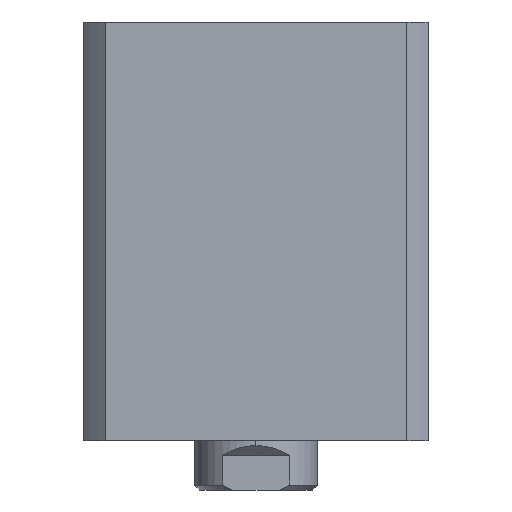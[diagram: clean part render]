
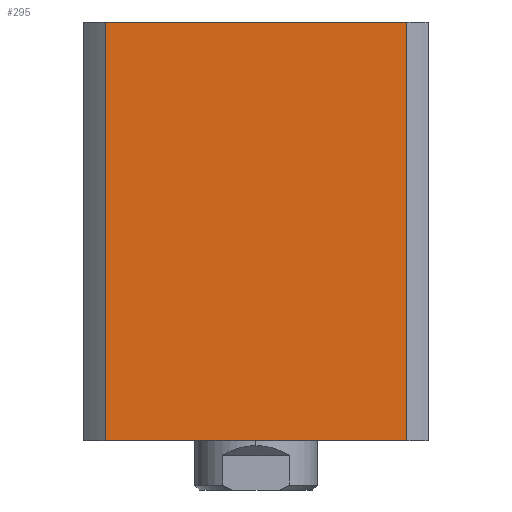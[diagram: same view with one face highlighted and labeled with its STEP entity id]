
A CAD part, left-side view. The second image highlights one B-rep face of the part: STEP entity #295.
In plain terms, the highlighted planar face has unit normal (-1, 0, 0).
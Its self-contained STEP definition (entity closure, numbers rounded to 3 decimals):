
#295 = ADVANCED_FACE ( 'NONE', ( #1852 ), #3361, .F. ) ;
#384 = AXIS2_PLACEMENT_3D ( 'NONE', #3360, #3365, #3366 ) ;
#744 = EDGE_CURVE ( 'NONE', #2772, #2779, #2108, .T. ) ;
#746 = EDGE_CURVE ( 'NONE', #2779, #2777, #2111, .T. ) ;
#747 = EDGE_CURVE ( 'NONE', #2770, #2777, #2112, .T. ) ;
#748 = EDGE_CURVE ( 'NONE', #2772, #2770, #2109, .T. ) ;
#1177 = CARTESIAN_POINT ( 'NONE',  ( -35., -30.615, 85. ) ) ;
#1179 = CARTESIAN_POINT ( 'NONE',  ( -35., 30.615, 85. ) ) ;
#1184 = CARTESIAN_POINT ( 'NONE',  ( -35., -30.615, 0. ) ) ;
#1186 = CARTESIAN_POINT ( 'NONE',  ( -35., 30.615, 0. ) ) ;
#1525 = DIRECTION ( 'NONE',  ( 0., 0., -1. ) ) ;
#1531 = CARTESIAN_POINT ( 'NONE',  ( -35., 30.615, 85. ) ) ;
#1534 = DIRECTION ( 'NONE',  ( 0., -1., 0. ) ) ;
#1538 = CARTESIAN_POINT ( 'NONE',  ( -35., 0., 0. ) ) ;
#1540 = CARTESIAN_POINT ( 'NONE',  ( -35., 0., 85. ) ) ;
#1544 = CARTESIAN_POINT ( 'NONE',  ( -35., -30.615, 85. ) ) ;
#1546 = DIRECTION ( 'NONE',  ( 0., 0., -1. ) ) ;
#1547 = DIRECTION ( 'NONE',  ( 0., -1., 0. ) ) ;
#1852 = FACE_OUTER_BOUND ( 'NONE', #2573, .T. ) ;
#2108 = LINE ( 'NONE', #1531, #2110 ) ;
#2109 = LINE ( 'NONE', #1540, #2117 ) ;
#2110 = VECTOR ( 'NONE', #1525, 1000. ) ;
#2111 = LINE ( 'NONE', #1538, #2113 ) ;
#2112 = LINE ( 'NONE', #1544, #2115 ) ;
#2113 = VECTOR ( 'NONE', #1534, 1000. ) ;
#2115 = VECTOR ( 'NONE', #1546, 1000. ) ;
#2117 = VECTOR ( 'NONE', #1547, 1000. ) ;
#2419 = ORIENTED_EDGE ( 'NONE', *, *, #744, .T. ) ;
#2420 = ORIENTED_EDGE ( 'NONE', *, *, #748, .F. ) ;
#2421 = ORIENTED_EDGE ( 'NONE', *, *, #747, .F. ) ;
#2422 = ORIENTED_EDGE ( 'NONE', *, *, #746, .T. ) ;
#2573 = EDGE_LOOP ( 'NONE', ( #2422, #2421, #2420, #2419 ) ) ;
#2770 = VERTEX_POINT ( 'NONE', #1177 ) ;
#2772 = VERTEX_POINT ( 'NONE', #1179 ) ;
#2777 = VERTEX_POINT ( 'NONE', #1184 ) ;
#2779 = VERTEX_POINT ( 'NONE', #1186 ) ;
#3360 = CARTESIAN_POINT ( 'NONE',  ( -35., 0., 85. ) ) ;
#3361 = PLANE ( 'NONE',  #384 ) ;
#3365 = DIRECTION ( 'NONE',  ( 1., 0., 0. ) ) ;
#3366 = DIRECTION ( 'NONE',  ( 0., 0., -1. ) ) ;
